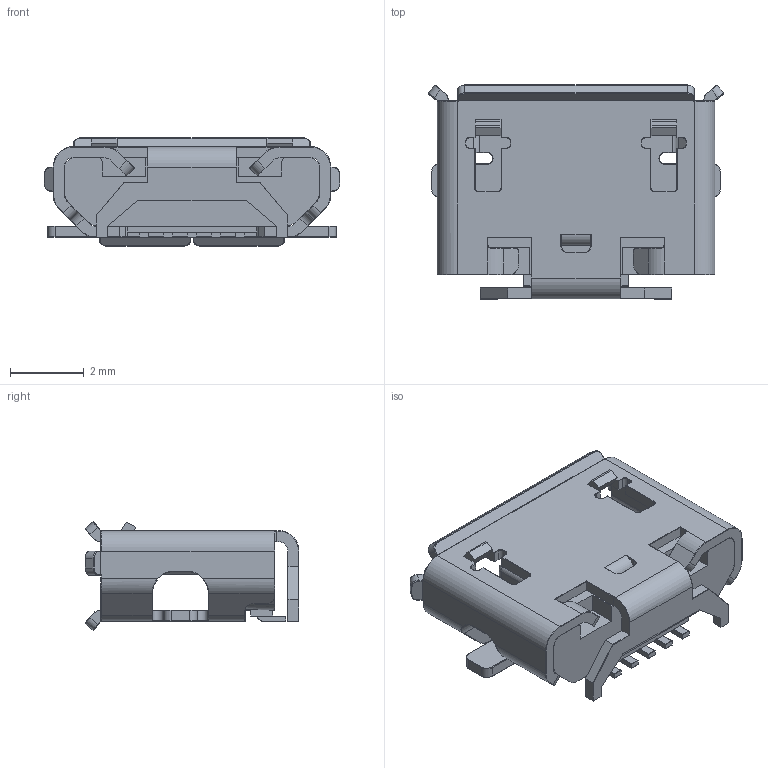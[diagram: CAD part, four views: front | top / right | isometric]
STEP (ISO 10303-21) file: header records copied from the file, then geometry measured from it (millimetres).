
FILE_DESCRIPTION(/* description */ (''),/* implementation_level */ '2;1');
FILE_NAME(/* name */ 'USB microB.step',/* time_stamp */ '2022-04-02T20:16:55+09:00',/* author */ (''),/* organization */ (''),/* preprocessor_version */ 'ST-DEVELOPER v18.1',/* originating_system */ 'Autodesk Translation Framework v10.14.0.1471',/* authorisation */ '');
FILE_SCHEMA (('AUTOMOTIVE_DESIGN { 1 0 10303 214 3 1 1 }'));
Length unit declared in the file: millimetre
Products named in the file (1): USB microB
Bounding box: 8.01 x 5.8 x 2.94 mm (x, y, z)
Volume: 43.6 mm3; surface area: 301.6 mm2
Topology: 3 solids, 3 shells, 1163 faces, 2901 edges, 1720 vertices
Faces by surface type: cylinder 493, plane 352, torus 226, bspline 72, sphere 20
Full cylindrical faces by diameter (mm): 0.1 x4
Entity records: 36332 total; most frequent: CARTESIAN_POINT 8264, DIRECTION 6251, ORIENTED_EDGE 5782, EDGE_CURVE 2891, AXIS2_PLACEMENT_3D 2374, VERTEX_POINT 1720, LINE 1503, VECTOR 1503
